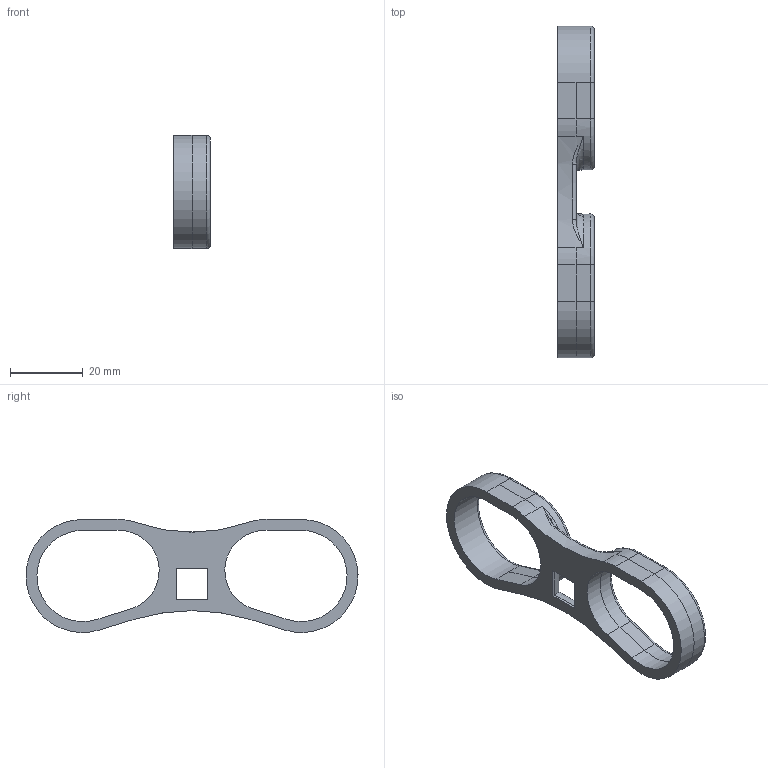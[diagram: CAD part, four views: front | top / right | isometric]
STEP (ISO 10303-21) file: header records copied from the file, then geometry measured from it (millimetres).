
FILE_DESCRIPTION(/* description */ ('','CAx-IF Rec.Pracs.---Representation and Presentation of Product Manufacturing Information (PMI)---4.0---2014-10-13'),/* implementation_level */ '2;1');
FILE_NAME(/* name */ 'camera_module.step',/* time_stamp */ '2024-12-16T17:41:55+09:00',/* author */ (''),/* organization */ (''),/* preprocessor_version */ 'ST-DEVELOPER v20',/* originating_system */ 'Autodesk Translation Framework v13.20.0.188',/* authorisation */ '');
FILE_SCHEMA (('AP242_MANAGED_MODEL_BASED_3D_ENGINEERING_MIM_LF { 1 0 10303 442 1 1 4 }'));
Length unit declared in the file: millimetre
Products named in the file (1): camera_module
Bounding box: 10 x 90.99 x 30.98 mm (x, y, z)
Volume: 7380.2 mm3; surface area: 5835.6 mm2
Topology: 1 solids, 1 shells, 67 faces, 167 edges, 99 vertices
Faces by surface type: cylinder 27, plane 24, torus 11, bspline 5
Entity records: 2274 total; most frequent: CARTESIAN_POINT 658, DIRECTION 335, ORIENTED_EDGE 330, EDGE_CURVE 165, AXIS2_PLACEMENT_3D 128, VERTEX_POINT 99, LINE 79, VECTOR 79
